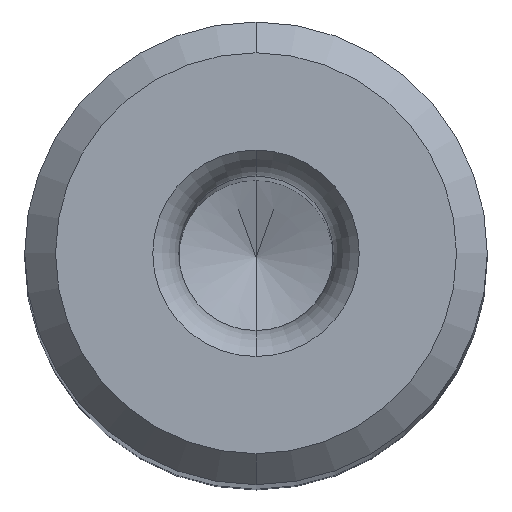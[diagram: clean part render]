
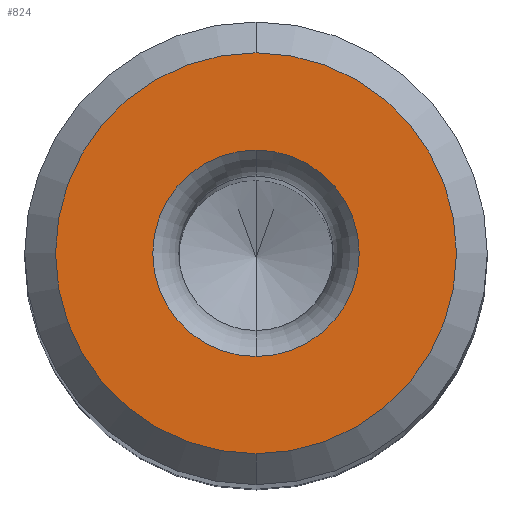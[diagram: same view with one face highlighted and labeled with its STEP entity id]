
A CAD part, top view. The second image highlights one B-rep face of the part: STEP entity #824.
In plain terms, the highlighted face is planar.
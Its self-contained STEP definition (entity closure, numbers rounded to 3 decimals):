
#363=CARTESIAN_POINT('',(0.,0.,0.));
#364=DIRECTION('',(0.,0.,1.));
#365=DIRECTION('',(0.,-1.,0.));
#366=AXIS2_PLACEMENT_3D('',#363,#364,#365);
#371=CARTESIAN_POINT('',(0.,0.,0.));
#372=DIRECTION('',(0.,0.,1.));
#373=DIRECTION('',(0.,1.,0.));
#374=AXIS2_PLACEMENT_3D('',#371,#372,#373);
#379=CARTESIAN_POINT('',(0.,0.,0.));
#380=DIRECTION('',(0.,0.,-1.));
#381=DIRECTION('',(0.,1.,0.));
#382=AXIS2_PLACEMENT_3D('',#379,#380,#381);
#387=CARTESIAN_POINT('',(0.,0.,0.));
#388=DIRECTION('',(0.,0.,-1.));
#389=DIRECTION('',(0.,-1.,0.));
#390=AXIS2_PLACEMENT_3D('',#387,#388,#389);
#511=CARTESIAN_POINT('',(0.,-5.2,0.));
#512=CARTESIAN_POINT('',(0.,5.2,0.));
#513=VERTEX_POINT('',#511);
#514=VERTEX_POINT('',#512);
#525=CARTESIAN_POINT('',(0.,2.677,0.));
#526=CARTESIAN_POINT('',(0.,-2.677,0.));
#527=VERTEX_POINT('',#525);
#528=VERTEX_POINT('',#526);
#809=CARTESIAN_POINT('',(0.,0.,0.));
#810=DIRECTION('',(0.,0.,-1.));
#811=DIRECTION('',(0.,-1.,0.));
#812=AXIS2_PLACEMENT_3D('',#809,#810,#811);
#813=PLANE('',#812);
#814=ORIENTED_EDGE('',*,*,#553,.T.);
#815=ORIENTED_EDGE('',*,*,#568,.T.);
#816=EDGE_LOOP('',(#814,#815));
#817=FACE_OUTER_BOUND('',#816,.F.);
#819=ORIENTED_EDGE('',*,*,#818,.T.);
#821=ORIENTED_EDGE('',*,*,#820,.T.);
#822=EDGE_LOOP('',(#819,#821));
#823=FACE_BOUND('',#822,.F.);
#367=CIRCLE('',#366,5.2);
#375=CIRCLE('',#374,5.2);
#383=CIRCLE('',#382,2.677);
#391=CIRCLE('',#390,2.677);
#553=EDGE_CURVE('',#513,#514,#367,.T.);
#568=EDGE_CURVE('',#514,#513,#375,.T.);
#818=EDGE_CURVE('',#527,#528,#383,.T.);
#820=EDGE_CURVE('',#528,#527,#391,.T.);
#824=ADVANCED_FACE('',(#817,#823),#813,.T.);
